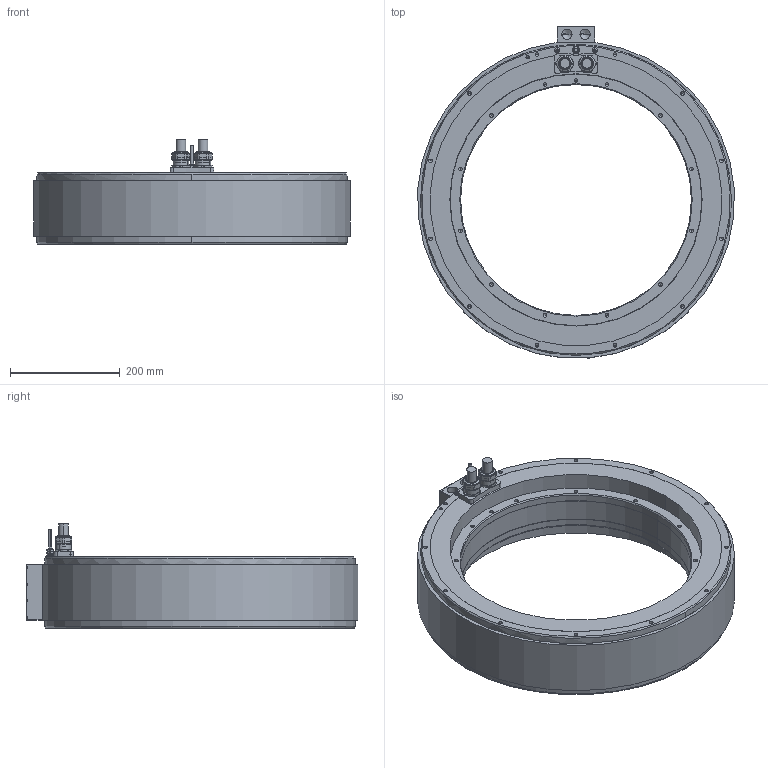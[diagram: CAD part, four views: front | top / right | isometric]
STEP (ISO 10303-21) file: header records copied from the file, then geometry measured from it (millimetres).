
FILE_DESCRIPTION((''),'2;1');
FILE_NAME('1217831-15_ASM','2018-10-23T',('CH5533'),(''),'PRO/ENGINEER BY PARAMETRIC TECHNOLOGY CORPORATION, 2014000','PRO/ENGINEER BY PARAMETRIC TECHNOLOGY CORPORATION, 2014000','');
FILE_SCHEMA(('CONFIG_CONTROL_DESIGN'));
Length unit declared in the file: millimetre
Products named in the file (3): PRT0001; PRT0002; 1217831-15_ASM
Assembly tree (2 placements, depth 2):
  1217831-15_ASM
    PRT0001
    PRT0002
Bounding box: 575.6 x 603.86 x 189.7 mm (x, y, z)
Volume: 15991104.1 mm3; surface area: 1188970.1 mm2
Topology: 3 solids, 27 shells, 1032 faces, 2426 edges, 1409 vertices
Faces by surface type: cylinder 433, plane 273, cone 268, torus 54, sphere 4
Entity records: 32030 total; most frequent: DIRECTION 5472, CARTESIAN_POINT 4871, ORIENTED_EDGE 4500, EDGE_CURVE 2250, AXIS2_PLACEMENT_3D 2211, VERTEX_POINT 1409, EDGE_LOOP 1217, CIRCLE 1174
